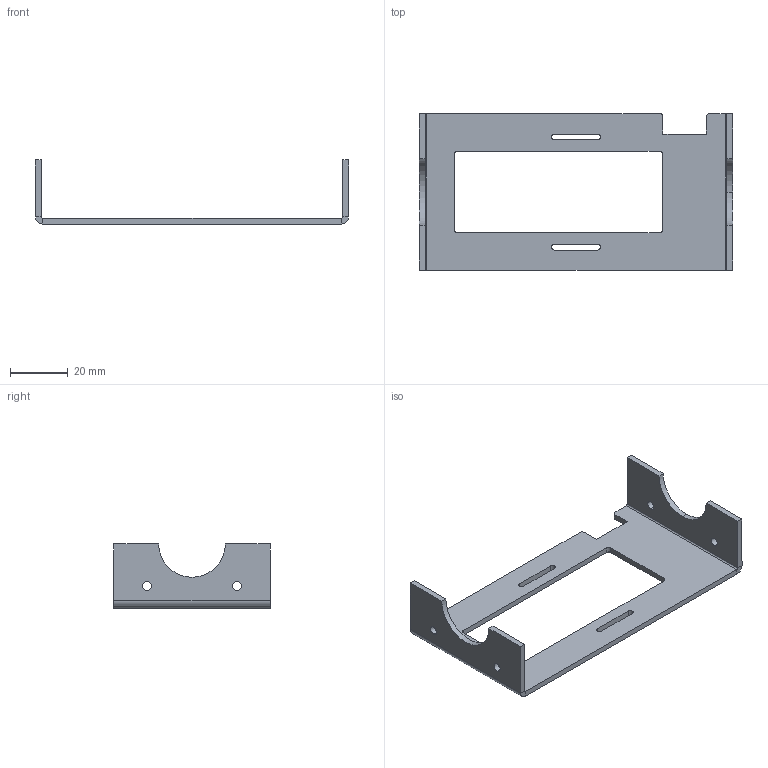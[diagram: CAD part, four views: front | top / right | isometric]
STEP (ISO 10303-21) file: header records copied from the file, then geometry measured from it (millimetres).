
FILE_DESCRIPTION (( 'STEP AP203' ), '1' );
FILE_NAME ('bottomframe.STEP', '2016-09-19T20:09:18', ( '' ), ( '' ), 'SwSTEP 2.0', 'SolidWorks 2015', '' );
FILE_SCHEMA (( 'CONFIG_CONTROL_DESIGN' ));
Length unit declared in the file: millimetre
Products named in the file (1): bottomframe
Bounding box: 108 x 54 x 22.14 mm (x, y, z)
Volume: 10615.1 mm3; surface area: 12114.7 mm2
Topology: 1 solids, 1 shells, 59 faces, 155 edges, 98 vertices
Faces by surface type: plane 32, cylinder 27
Entity records: 1920 total; most frequent: DIRECTION 329, CARTESIAN_POINT 313, ORIENTED_EDGE 310, EDGE_CURVE 155, AXIS2_PLACEMENT_3D 114, VECTOR 101, LINE 101, VERTEX_POINT 98
